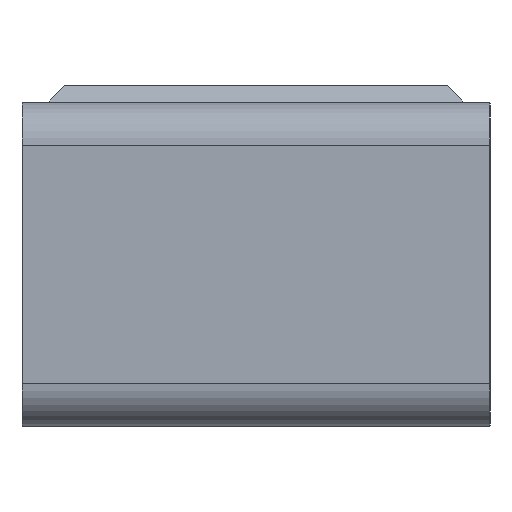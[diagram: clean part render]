
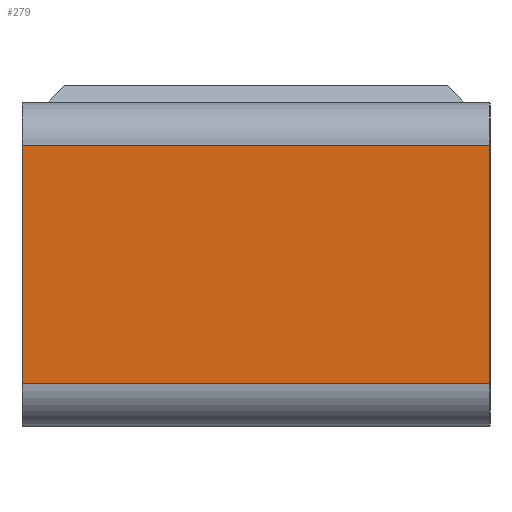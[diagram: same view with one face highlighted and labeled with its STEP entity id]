
A CAD part, left-side view. The second image highlights one B-rep face of the part: STEP entity #279.
In plain terms, the highlighted planar face has unit normal (-1, 0, 0).
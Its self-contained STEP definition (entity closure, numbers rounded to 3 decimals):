
#279=ADVANCED_FACE('',(#715),#717,.T.);
#715=FACE_BOUND('',#716,.T.);
#716=EDGE_LOOP('',(#1057,#1058,#1059,#1060));
#717=PLANE('',#718);
#718=AXIS2_PLACEMENT_3D('',#719,#720,#721);
#719=CARTESIAN_POINT('',(-0.525,-0.275,0.05));
#720=DIRECTION('',(-1.,0.,0.));
#721=DIRECTION('',(0.,0.,1.));
#1057=ORIENTED_EDGE('',*,*,#1260,.T.);
#1058=ORIENTED_EDGE('',*,*,#1279,.T.);
#1059=ORIENTED_EDGE('',*,*,#1280,.F.);
#1060=ORIENTED_EDGE('',*,*,#1281,.F.);
#1260=EDGE_CURVE('',#1438,#1436,#1439,.T.);
#1279=EDGE_CURVE('',#1436,#1471,#1473,.T.);
#1280=EDGE_CURVE('',#1474,#1471,#1475,.T.);
#1281=EDGE_CURVE('',#1438,#1474,#1476,.T.);
#1436=VERTEX_POINT('',#1790);
#1438=VERTEX_POINT('',#1795);
#1439=LINE('',#1796,#1797);
#1471=VERTEX_POINT('',#1867);
#1473=LINE('',#1872,#1873);
#1474=VERTEX_POINT('',#1875);
#1475=LINE('',#1876,#1877);
#1476=LINE('',#1879,#1880);
#1790=CARTESIAN_POINT('',(-0.525,-0.275,0.33));
#1795=CARTESIAN_POINT('',(-0.525,-0.275,0.05));
#1796=CARTESIAN_POINT('',(-0.525,-0.275,0.05));
#1797=VECTOR('',#1798,1.);
#1798=DIRECTION('',(0.,0.,1.));
#1867=CARTESIAN_POINT('',(-0.525,0.275,0.33));
#1872=CARTESIAN_POINT('',(-0.525,-0.275,0.33));
#1873=VECTOR('',#1874,1.);
#1874=DIRECTION('',(0.,1.,0.));
#1875=CARTESIAN_POINT('',(-0.525,0.275,0.05));
#1876=CARTESIAN_POINT('',(-0.525,0.275,0.05));
#1877=VECTOR('',#1878,1.);
#1878=DIRECTION('',(0.,0.,1.));
#1879=CARTESIAN_POINT('',(-0.525,-0.275,0.05));
#1880=VECTOR('',#1881,1.);
#1881=DIRECTION('',(0.,1.,0.));
